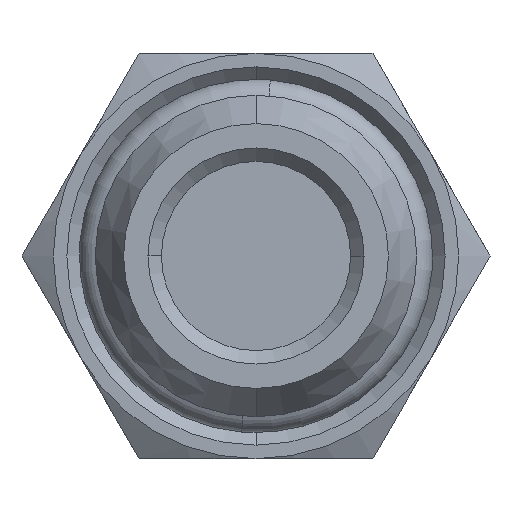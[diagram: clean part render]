
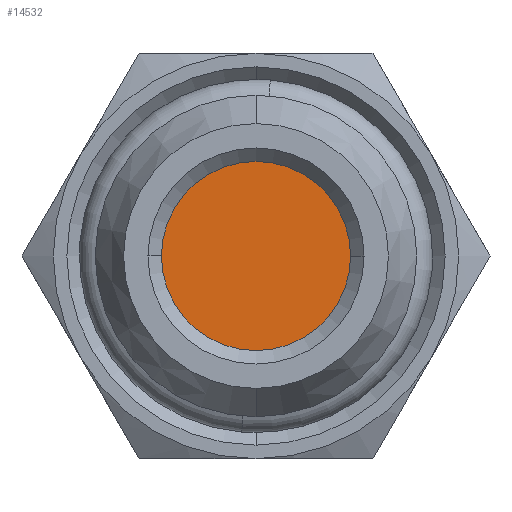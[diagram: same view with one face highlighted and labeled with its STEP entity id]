
A CAD part, front view. The second image highlights one B-rep face of the part: STEP entity #14532.
In plain terms, the highlighted planar face has unit normal (0, -1, 0).
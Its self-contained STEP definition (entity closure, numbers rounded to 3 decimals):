
#2562 = VERTEX_POINT ( 'NONE', #9517 ) ;
#2564 = VERTEX_POINT ( 'NONE', #9518 ) ;
#2584 = CARTESIAN_POINT ( 'NONE',  ( 0., 1.347, 0. ) ) ;
#2585 = DIRECTION ( 'NONE',  ( 0., -1., 0. ) ) ;
#2586 = DIRECTION ( 'NONE',  ( 0., 0., -1. ) ) ;
#5513 = AXIS2_PLACEMENT_3D ( 'NONE', #2584, #2585, #2586 ) ;
#9215 = EDGE_LOOP ( 'NONE', ( #9343, #9344 ) ) ;
#9343 = ORIENTED_EDGE ( 'NONE', *, *, #21525, .T. ) ;
#9344 = ORIENTED_EDGE ( 'NONE', *, *, #15785, .T. ) ;
#9517 = CARTESIAN_POINT ( 'NONE',  ( 3.5, 1.347, 0. ) ) ;
#9518 = CARTESIAN_POINT ( 'NONE',  ( -3.5, 1.347, 0. ) ) ;
#9569 = AXIS2_PLACEMENT_3D ( 'NONE', #18769, #18770, #18771 ) ;
#13998 = CARTESIAN_POINT ( 'NONE',  ( 0., 1.347, 0. ) ) ;
#14007 = PLANE ( 'NONE',  #17359 ) ;
#14009 = DIRECTION ( 'NONE',  ( 0., -1., 0. ) ) ;
#14010 = DIRECTION ( 'NONE',  ( 0., 0., -1. ) ) ;
#14532 = ADVANCED_FACE ( 'NONE', ( #17151 ), #14007, .T. ) ;
#15785 = EDGE_CURVE ( 'NONE', #2562, #2564, #18861, .T. ) ;
#17151 = FACE_OUTER_BOUND ( 'NONE', #9215, .T. ) ;
#17359 = AXIS2_PLACEMENT_3D ( 'NONE', #13998, #14009, #14010 ) ;
#18769 = CARTESIAN_POINT ( 'NONE',  ( 0., 1.347, 0. ) ) ;
#18770 = DIRECTION ( 'NONE',  ( 0., -1., 0. ) ) ;
#18771 = DIRECTION ( 'NONE',  ( 0., 0., -1. ) ) ;
#18861 = CIRCLE ( 'NONE', #9569, 3.5 ) ;
#19013 = CIRCLE ( 'NONE', #5513, 3.5 ) ;
#21525 = EDGE_CURVE ( 'NONE', #2564, #2562, #19013, .T. ) ;
